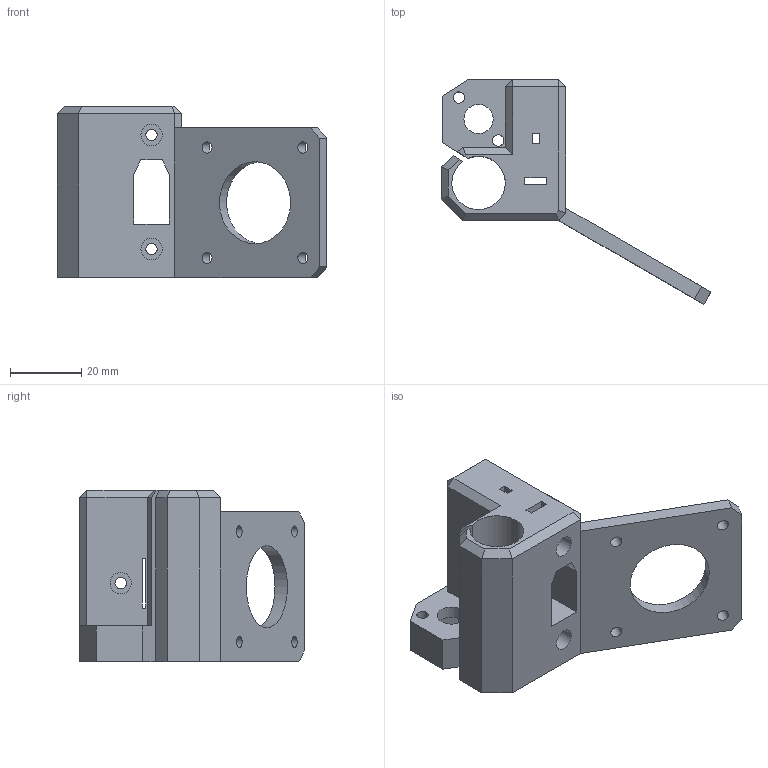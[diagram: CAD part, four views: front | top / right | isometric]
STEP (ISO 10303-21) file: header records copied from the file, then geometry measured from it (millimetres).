
FILE_DESCRIPTION(('FreeCAD Model'),'2;1');
FILE_NAME('Open CASCADE Shape Model','2022-02-25T20:46:02',('Author'),( ''),'Open CASCADE STEP processor 7.5','FreeCAD','Unknown');
FILE_SCHEMA(('AUTOMOTIVE_DESIGN { 1 0 10303 214 1 1 1 1 }'));
Length unit declared in the file: millimetre
Products named in the file (1): NEW.x.compact.bowden.idler.mirror
Bounding box: 75.71 x 63 x 48 mm (x, y, z)
Volume: 36523.7 mm3; surface area: 19499.4 mm2
Topology: 1 solids, 1 shells, 119 faces, 325 edges, 210 vertices
Faces by surface type: plane 99, cylinder 20
Full cylindrical faces by diameter (mm): 3.2 x12, 6 x3, 8.2 x3, 23 x1
Entity records: 8146 total; most frequent: CARTESIAN_POINT 1497, DIRECTION 1235, LINE 871, VECTOR 871, ORIENTED_EDGE 650, PCURVE 650, DEFINITIONAL_REPRESENTATION 650, EDGE_CURVE 325
